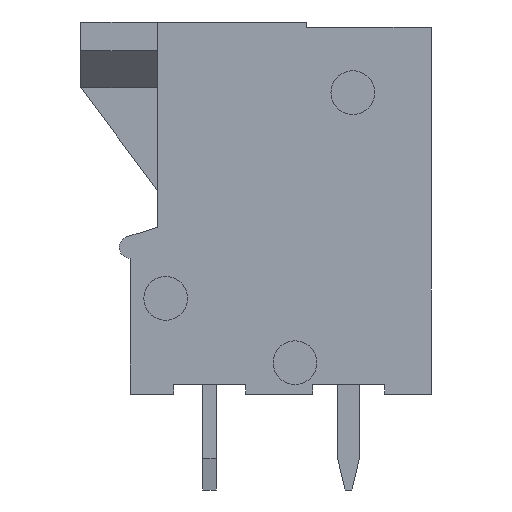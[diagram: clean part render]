
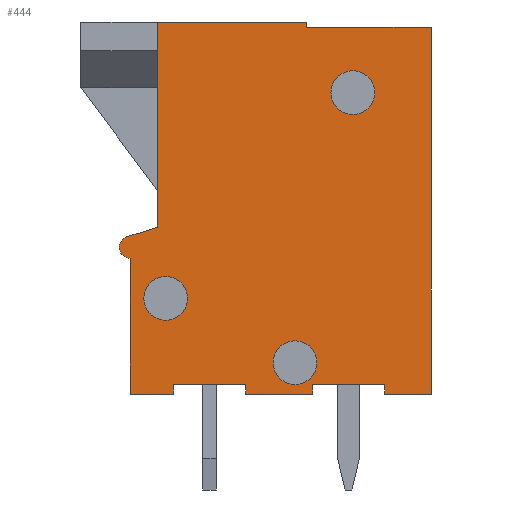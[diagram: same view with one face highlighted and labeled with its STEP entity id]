
A CAD part, left-side view. The second image highlights one B-rep face of the part: STEP entity #444.
In plain terms, the highlighted planar face has unit normal (-1, 0, 0).
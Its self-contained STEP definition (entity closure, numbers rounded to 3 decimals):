
#444 = ADVANCED_FACE( '', ( #1026, #1027, #1028, #1029 ), #1030, .F. );
#1026 = FACE_BOUND( '', #1824, .T. );
#1027 = FACE_OUTER_BOUND( '', #1825, .T. );
#1028 = FACE_BOUND( '', #1826, .T. );
#1029 = FACE_BOUND( '', #1827, .T. );
#1030 = PLANE( '', #1828 );
#1824 = EDGE_LOOP( '', ( #2675 ) );
#1825 = EDGE_LOOP( '', ( #2676, #2677, #2678, #2679, #2680, #2681, #2682, #2683, #2684, #2685, #2686, #2687, #2688, #2689, #2690, #2691, #2692 ) );
#1826 = EDGE_LOOP( '', ( #2693 ) );
#1827 = EDGE_LOOP( '', ( #2694 ) );
#1828 = AXIS2_PLACEMENT_3D( '', #2695, #2696, #2697 );
#2675 = ORIENTED_EDGE( '', *, *, #4963, .T. );
#2676 = ORIENTED_EDGE( '', *, *, #4964, .F. );
#2677 = ORIENTED_EDGE( '', *, *, #4965, .T. );
#2678 = ORIENTED_EDGE( '', *, *, #4966, .F. );
#2679 = ORIENTED_EDGE( '', *, *, #4967, .F. );
#2680 = ORIENTED_EDGE( '', *, *, #4968, .F. );
#2681 = ORIENTED_EDGE( '', *, *, #4969, .T. );
#2682 = ORIENTED_EDGE( '', *, *, #4970, .F. );
#2683 = ORIENTED_EDGE( '', *, *, #4971, .F. );
#2684 = ORIENTED_EDGE( '', *, *, #4972, .F. );
#2685 = ORIENTED_EDGE( '', *, *, #4973, .F. );
#2686 = ORIENTED_EDGE( '', *, *, #4974, .F. );
#2687 = ORIENTED_EDGE( '', *, *, #4975, .F. );
#2688 = ORIENTED_EDGE( '', *, *, #4976, .F. );
#2689 = ORIENTED_EDGE( '', *, *, #4977, .F. );
#2690 = ORIENTED_EDGE( '', *, *, #4978, .F. );
#2691 = ORIENTED_EDGE( '', *, *, #4979, .F. );
#2692 = ORIENTED_EDGE( '', *, *, #4980, .F. );
#2693 = ORIENTED_EDGE( '', *, *, #4981, .T. );
#2694 = ORIENTED_EDGE( '', *, *, #4982, .T. );
#2695 = CARTESIAN_POINT( '', ( -1.27, 5.5, -1.332 ) );
#2696 = DIRECTION( '', ( 1., 0., 0. ) );
#2697 = DIRECTION( '', ( 0., 0., -1. ) );
#4963 = EDGE_CURVE( '', #5938, #5938, #5939, .T. );
#4964 = EDGE_CURVE( '', #5940, #5941, #5942, .T. );
#4965 = EDGE_CURVE( '', #5940, #5943, #5944, .T. );
#4966 = EDGE_CURVE( '', #5945, #5943, #5946, .T. );
#4967 = EDGE_CURVE( '', #5947, #5945, #5948, .T. );
#4968 = EDGE_CURVE( '', #5949, #5947, #5950, .T. );
#4969 = EDGE_CURVE( '', #5949, #5951, #5952, .T. );
#4970 = EDGE_CURVE( '', #5953, #5951, #5954, .T. );
#4971 = EDGE_CURVE( '', #5955, #5953, #5956, .T. );
#4972 = EDGE_CURVE( '', #5957, #5955, #5958, .T. );
#4973 = EDGE_CURVE( '', #5959, #5957, #5960, .T. );
#4974 = EDGE_CURVE( '', #5961, #5959, #5962, .T. );
#4975 = EDGE_CURVE( '', #5963, #5961, #5964, .T. );
#4976 = EDGE_CURVE( '', #5965, #5963, #5966, .T. );
#4977 = EDGE_CURVE( '', #5967, #5965, #5968, .T. );
#4978 = EDGE_CURVE( '', #5969, #5967, #5970, .T. );
#4979 = EDGE_CURVE( '', #5971, #5969, #5972, .T. );
#4980 = EDGE_CURVE( '', #5941, #5971, #5973, .T. );
#4981 = EDGE_CURVE( '', #5974, #5974, #5975, .T. );
#4982 = EDGE_CURVE( '', #5976, #5976, #5977, .T. );
#5938 = VERTEX_POINT( '', #7365 );
#5939 = CIRCLE( '', #7366, 0.8 );
#5940 = VERTEX_POINT( '', #7367 );
#5941 = VERTEX_POINT( '', #7368 );
#5942 = LINE( '', #7369, #7370 );
#5943 = VERTEX_POINT( '', #7371 );
#5944 = LINE( '', #7372, #7373 );
#5945 = VERTEX_POINT( '', #7374 );
#5946 = LINE( '', #7375, #7376 );
#5947 = VERTEX_POINT( '', #7377 );
#5948 = LINE( '', #7378, #7379 );
#5949 = VERTEX_POINT( '', #7380 );
#5950 = LINE( '', #7381, #7382 );
#5951 = VERTEX_POINT( '', #7383 );
#5952 = LINE( '', #7384, #7385 );
#5953 = VERTEX_POINT( '', #7386 );
#5954 = LINE( '', #7387, #7388 );
#5955 = VERTEX_POINT( '', #7389 );
#5956 = LINE( '', #7390, #7391 );
#5957 = VERTEX_POINT( '', #7392 );
#5958 = LINE( '', #7393, #7394 );
#5959 = VERTEX_POINT( '', #7395 );
#5960 = LINE( '', #7396, #7397 );
#5961 = VERTEX_POINT( '', #7398 );
#5962 = LINE( '', #7399, #7400 );
#5963 = VERTEX_POINT( '', #7401 );
#5964 = LINE( '', #7402, #7403 );
#5965 = VERTEX_POINT( '', #7404 );
#5966 = LINE( '', #7405, #7406 );
#5967 = VERTEX_POINT( '', #7407 );
#5968 = CIRCLE( '', #7408, 0.4 );
#5969 = VERTEX_POINT( '', #7409 );
#5970 = LINE( '', #7410, #7411 );
#5971 = VERTEX_POINT( '', #7412 );
#5972 = LINE( '', #7413, #7414 );
#5973 = LINE( '', #7415, #7416 );
#5974 = VERTEX_POINT( '', #7417 );
#5975 = CIRCLE( '', #7418, 0.8 );
#5976 = VERTEX_POINT( '', #7419 );
#5977 = CIRCLE( '', #7420, 0.8 );
#7365 = CARTESIAN_POINT( '', ( -1.27, 3.4, -3.2 ) );
#7366 = AXIS2_PLACEMENT_3D( '', #9190, #9191, #9192 );
#7367 = CARTESIAN_POINT( '', ( -1.27, 1.275, -6.35 ) );
#7368 = CARTESIAN_POINT( '', ( -1.27, 3.925, -6.35 ) );
#7369 = CARTESIAN_POINT( '', ( -1.27, 1.275, -6.35 ) );
#7370 = VECTOR( '', #9193, 1000. );
#7371 = CARTESIAN_POINT( '', ( -1.27, 1.275, -6.7 ) );
#7372 = CARTESIAN_POINT( '', ( -1.27, 1.275, -6.35 ) );
#7373 = VECTOR( '', #9194, 1000. );
#7374 = CARTESIAN_POINT( '', ( -1.27, -1.155, -6.7 ) );
#7375 = CARTESIAN_POINT( '', ( -1.27, -5.5, -6.7 ) );
#7376 = VECTOR( '', #9195, 1000. );
#7377 = CARTESIAN_POINT( '', ( -1.27, -1.155, -6.35 ) );
#7378 = CARTESIAN_POINT( '', ( -1.27, -1.155, -6.35 ) );
#7379 = VECTOR( '', #9196, 1000. );
#7380 = CARTESIAN_POINT( '', ( -1.27, -3.805, -6.35 ) );
#7381 = CARTESIAN_POINT( '', ( -1.27, -3.805, -6.35 ) );
#7382 = VECTOR( '', #9197, 1000. );
#7383 = CARTESIAN_POINT( '', ( -1.27, -3.805, -6.7 ) );
#7384 = CARTESIAN_POINT( '', ( -1.27, -3.805, -6.35 ) );
#7385 = VECTOR( '', #9198, 1000. );
#7386 = CARTESIAN_POINT( '', ( -1.27, -5.5, -6.7 ) );
#7387 = CARTESIAN_POINT( '', ( -1.27, -5.5, -6.7 ) );
#7388 = VECTOR( '', #9199, 1000. );
#7389 = CARTESIAN_POINT( '', ( -1.27, -5.5, 6.7 ) );
#7390 = CARTESIAN_POINT( '', ( -1.27, -5.5, 6.7 ) );
#7391 = VECTOR( '', #9200, 1000. );
#7392 = CARTESIAN_POINT( '', ( -1.27, -0.95, 6.7 ) );
#7393 = CARTESIAN_POINT( '', ( -1.27, -5.5, 6.7 ) );
#7394 = VECTOR( '', #9201, 1000. );
#7395 = CARTESIAN_POINT( '', ( -1.27, -0.95, 6.9 ) );
#7396 = CARTESIAN_POINT( '', ( -1.27, -0.95, 6.7 ) );
#7397 = VECTOR( '', #9202, 1000. );
#7398 = CARTESIAN_POINT( '', ( -1.27, 4.5, 6.9 ) );
#7399 = CARTESIAN_POINT( '', ( -1.27, 4.5, 6.9 ) );
#7400 = VECTOR( '', #9203, 1000. );
#7401 = CARTESIAN_POINT( '', ( -1.27, 4.5, -0.6 ) );
#7402 = CARTESIAN_POINT( '', ( -1.27, 4.5, -0.6 ) );
#7403 = VECTOR( '', #9204, 1000. );
#7404 = CARTESIAN_POINT( '', ( -1.27, 5.619, -0.95 ) );
#7405 = CARTESIAN_POINT( '', ( -1.27, 5.619, -0.95 ) );
#7406 = VECTOR( '', #9205, 1000. );
#7407 = CARTESIAN_POINT( '', ( -1.27, 5.5, -1.732 ) );
#7408 = AXIS2_PLACEMENT_3D( '', #9206, #9207, #9208 );
#7409 = CARTESIAN_POINT( '', ( -1.27, 5.5, -6.7 ) );
#7410 = CARTESIAN_POINT( '', ( -1.27, 5.5, -6.7 ) );
#7411 = VECTOR( '', #9209, 1000. );
#7412 = CARTESIAN_POINT( '', ( -1.27, 3.925, -6.7 ) );
#7413 = CARTESIAN_POINT( '', ( -1.27, -5.5, -6.7 ) );
#7414 = VECTOR( '', #9210, 1000. );
#7415 = CARTESIAN_POINT( '', ( -1.27, 3.925, -6.35 ) );
#7416 = VECTOR( '', #9211, 1000. );
#7417 = CARTESIAN_POINT( '', ( -1.27, -3.44, 4.32 ) );
#7418 = AXIS2_PLACEMENT_3D( '', #9212, #9213, #9214 );
#7419 = CARTESIAN_POINT( '', ( -1.27, -1.325, -5.55 ) );
#7420 = AXIS2_PLACEMENT_3D( '', #9215, #9216, #9217 );
#9190 = CARTESIAN_POINT( '', ( -1.27, 4.2, -3.2 ) );
#9191 = DIRECTION( '', ( 1., 0., 0. ) );
#9192 = DIRECTION( '', ( 0., -1., 0. ) );
#9193 = DIRECTION( '', ( 0., 1., 0. ) );
#9194 = DIRECTION( '', ( 0., 0., -1. ) );
#9195 = DIRECTION( '', ( 0., 1., 0. ) );
#9196 = DIRECTION( '', ( 0., 0., -1. ) );
#9197 = DIRECTION( '', ( 0., 1., 0. ) );
#9198 = DIRECTION( '', ( 0., 0., -1. ) );
#9199 = DIRECTION( '', ( 0., 1., 0. ) );
#9200 = DIRECTION( '', ( 0., 0., -1. ) );
#9201 = DIRECTION( '', ( 0., -1., 0. ) );
#9202 = DIRECTION( '', ( 0., 0., -1. ) );
#9203 = DIRECTION( '', ( 0., -1., 0. ) );
#9204 = DIRECTION( '', ( 0., 0., 1. ) );
#9205 = DIRECTION( '', ( 0., -0.954, 0.298 ) );
#9206 = CARTESIAN_POINT( '', ( -1.27, 5.5, -1.332 ) );
#9207 = DIRECTION( '', ( 1., 0., 0. ) );
#9208 = DIRECTION( '', ( 0., -1., 0. ) );
#9209 = DIRECTION( '', ( 0., 0., 1. ) );
#9210 = DIRECTION( '', ( 0., 1., 0. ) );
#9211 = DIRECTION( '', ( 0., 0., -1. ) );
#9212 = CARTESIAN_POINT( '', ( -1.27, -2.64, 4.32 ) );
#9213 = DIRECTION( '', ( 1., 0., 0. ) );
#9214 = DIRECTION( '', ( 0., -1., 0. ) );
#9215 = CARTESIAN_POINT( '', ( -1.27, -0.525, -5.55 ) );
#9216 = DIRECTION( '', ( 1., 0., 0. ) );
#9217 = DIRECTION( '', ( 0., -1., 0. ) );
